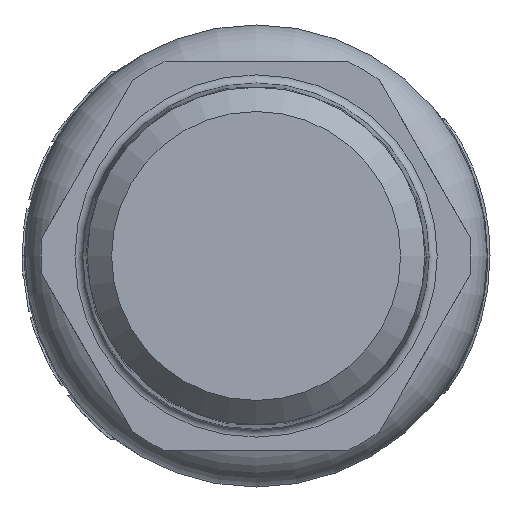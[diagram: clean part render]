
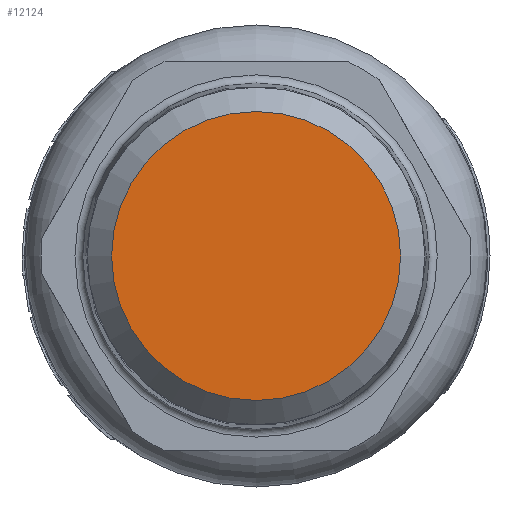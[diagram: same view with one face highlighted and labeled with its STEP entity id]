
A CAD part, left-side view. The second image highlights one B-rep face of the part: STEP entity #12124.
In plain terms, the highlighted planar face has unit normal (-1, 0, 0).
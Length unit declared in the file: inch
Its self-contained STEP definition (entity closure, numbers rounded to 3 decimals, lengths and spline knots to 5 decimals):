
#1431=CIRCLE('',#13310,0.35079);
#1432=CIRCLE('',#13311,0.35079);
#2213=FACE_OUTER_BOUND('',#2907,.T.);
#2907=EDGE_LOOP('',(#11063,#11064));
#5769=VERTEX_POINT('',#24898);
#5770=VERTEX_POINT('',#24899);
#7544=EDGE_CURVE('',#5769,#5770,#1431,.T.);
#7545=EDGE_CURVE('',#5770,#5769,#1432,.T.);
#11063=ORIENTED_EDGE('',*,*,#7544,.T.);
#11064=ORIENTED_EDGE('',*,*,#7545,.T.);
#11486=PLANE('',#13309);
#12124=ADVANCED_FACE('',(#2213),#11486,.T.);
#13309=AXIS2_PLACEMENT_3D('',#24897,#16120,#16121);
#13310=AXIS2_PLACEMENT_3D('',#24900,#16122,#16123);
#13311=AXIS2_PLACEMENT_3D('',#24901,#16124,#16125);
#16120=DIRECTION('center_axis',(-1.,0.,0.));
#16121=DIRECTION('ref_axis',(0.,0.,
-1.));
#16122=DIRECTION('center_axis',(-1.,0.,0.));
#16123=DIRECTION('ref_axis',(0.,-1.,0.));
#16124=DIRECTION('center_axis',(-1.,0.,0.));
#16125=DIRECTION('ref_axis',(0.,-1.,0.));
#24897=CARTESIAN_POINT('Origin',(-2.13346,-0.40791,0.));
#24898=CARTESIAN_POINT('',(-2.13346,-0.35079,0.));
#24899=CARTESIAN_POINT('',(-2.13346,0.35079,0.));
#24900=CARTESIAN_POINT('Origin',(-2.13346,0.,
0.));
#24901=CARTESIAN_POINT('Origin',(-2.13346,0.,
0.));
